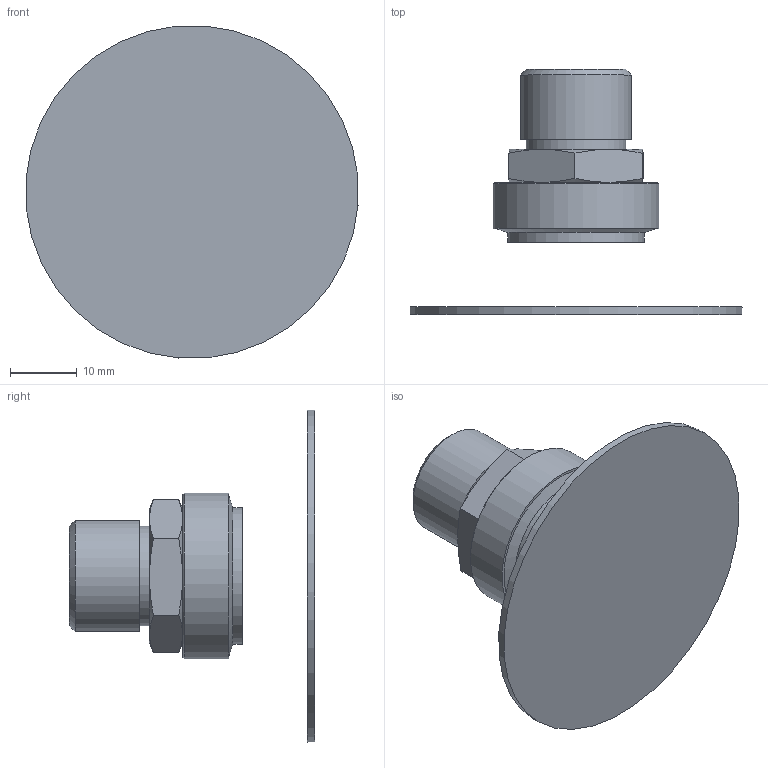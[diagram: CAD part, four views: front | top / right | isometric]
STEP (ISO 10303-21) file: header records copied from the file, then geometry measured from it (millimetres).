
FILE_DESCRIPTION(/* description */ (''),/* implementation_level */ '2;1');
FILE_NAME(/* name */ 'vc50sb_rac7r3-8m.stp',/* time_stamp */ '2020-09-21T12:46:50+02:00',/* author */ ('enginyeria'),/* organization */ (''),/* preprocessor_version */ 'ST-DEVELOPER v17.2',/* originating_system */ 'Autodesk Inventor 2019',/* authorisation */ '');
FILE_SCHEMA (('CONFIG_CONTROL_DESIGN'));
Length unit declared in the file: millimetre
Products named in the file (1): vc50sb_rac7r3-8m
Bounding box: 49.84 x 36.8 x 49.84 mm (x, y, z)
Volume: 19929.8 mm3; surface area: 6947.7 mm2
Topology: 1 solids, 2 shells, 40 faces, 90 edges, 59 vertices
Faces by surface type: cone 18, plane 15, cylinder 7
Full cylindrical faces by diameter (mm): 6 x1, 10 x1, 14.95 x1, 16.662 x1, 20.6 x1, 25 x1, 50 x1
Entity records: 1206 total; most frequent: CARTESIAN_POINT 238, DIRECTION 195, ORIENTED_EDGE 180, EDGE_CURVE 90, AXIS2_PLACEMENT_3D 88, VERTEX_POINT 59, CIRCLE 47, EDGE_LOOP 45
